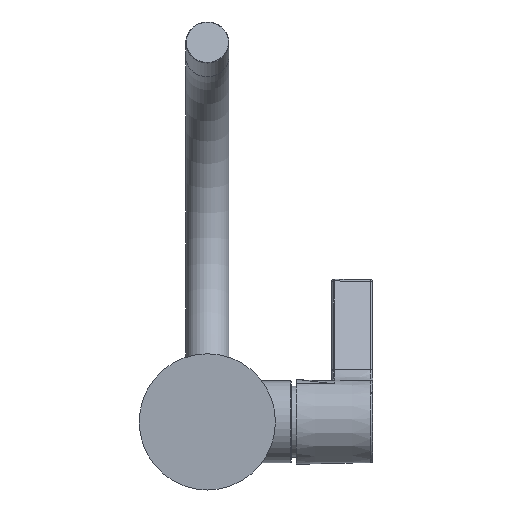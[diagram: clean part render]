
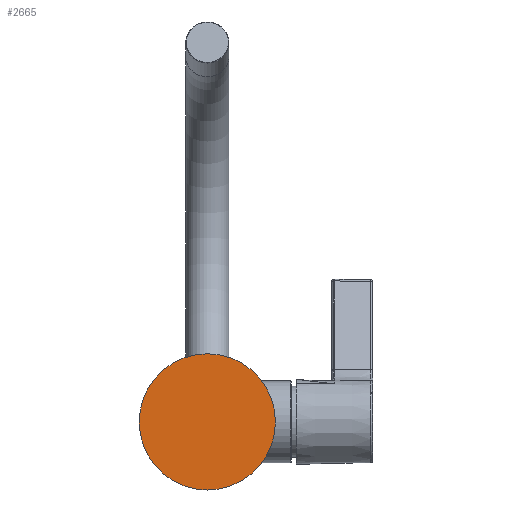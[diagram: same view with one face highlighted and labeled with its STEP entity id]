
A CAD part, front view. The second image highlights one B-rep face of the part: STEP entity #2665.
In plain terms, the highlighted planar face has unit normal (0, -1, 0).
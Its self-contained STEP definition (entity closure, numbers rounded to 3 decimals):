
#26 = FACE_OUTER_BOUND ( 'NONE', #1017, .T. ) ;
#481 = CIRCLE ( 'NONE', #3309, 30. ) ;
#691 = CARTESIAN_POINT ( 'NONE',  ( 0., 0., -30. ) ) ;
#820 = AXIS2_PLACEMENT_3D ( 'NONE', #2045, #1225, #3147 ) ;
#1017 = EDGE_LOOP ( 'NONE', ( #2914 ) ) ;
#1155 = DIRECTION ( 'NONE',  ( 0., -1., 0. ) ) ;
#1225 = DIRECTION ( 'NONE',  ( 0., -1., 0. ) ) ;
#2024 = EDGE_CURVE ( 'NONE', #3534, #3534, #481, .T. ) ;
#2045 = CARTESIAN_POINT ( 'NONE',  ( 0., 0., 0. ) ) ;
#2665 = ADVANCED_FACE ( 'NONE', ( #26 ), #2803, .T. ) ;
#2798 = CARTESIAN_POINT ( 'NONE',  ( 0., 0., 0. ) ) ;
#2803 = PLANE ( 'NONE',  #820 ) ;
#2914 = ORIENTED_EDGE ( 'NONE', *, *, #2024, .T. ) ;
#3079 = DIRECTION ( 'NONE',  ( 0., 0., -1. ) ) ;
#3147 = DIRECTION ( 'NONE',  ( 0., 0., -1. ) ) ;
#3309 = AXIS2_PLACEMENT_3D ( 'NONE', #2798, #1155, #3079 ) ;
#3534 = VERTEX_POINT ( 'NONE', #691 ) ;
